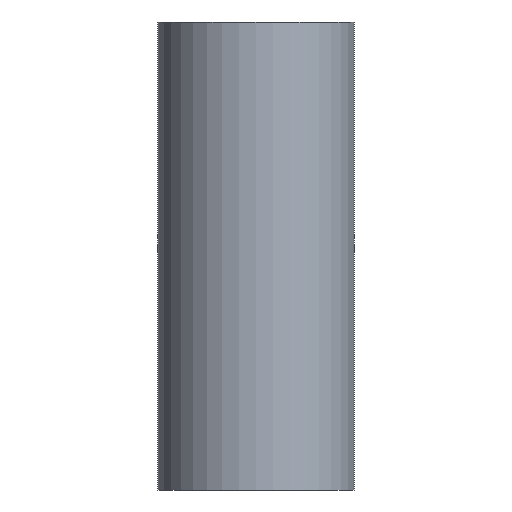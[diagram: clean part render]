
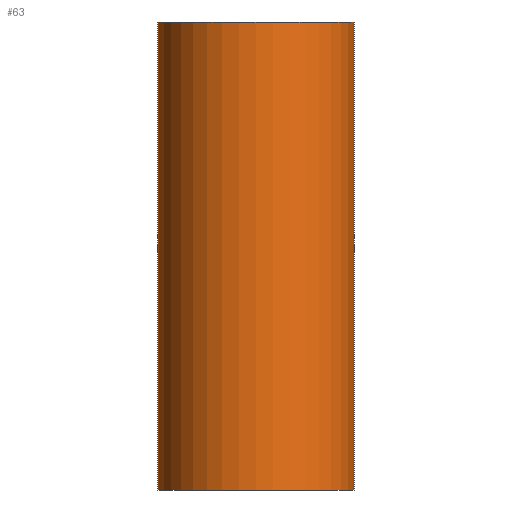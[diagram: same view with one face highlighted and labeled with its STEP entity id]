
A CAD part, front view. The second image highlights one B-rep face of the part: STEP entity #63.
In plain terms, the highlighted cylindrical face has radius 4 mm (diameter 8 mm), a full revolution.
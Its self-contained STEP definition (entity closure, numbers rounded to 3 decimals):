
#15=LINE('',#119,#17);
#17=VECTOR('',#103,4.);
#19=CYLINDRICAL_SURFACE('',#85,4.);
#25=FACE_OUTER_BOUND('',#31,.T.);
#31=EDGE_LOOP('',(#51,#52,#53,#54));
#33=CIRCLE('',#80,4.);
#35=CIRCLE('',#83,4.);
#37=VERTEX_POINT('',#109);
#39=VERTEX_POINT('',#114);
#41=EDGE_CURVE('',#37,#37,#33,.T.);
#43=EDGE_CURVE('',#39,#39,#35,.T.);
#45=EDGE_CURVE('',#37,#39,#15,.T.);
#51=ORIENTED_EDGE('',*,*,#41,.T.);
#52=ORIENTED_EDGE('',*,*,#45,.T.);
#53=ORIENTED_EDGE('',*,*,#43,.F.);
#54=ORIENTED_EDGE('',*,*,#45,.F.);
#63=ADVANCED_FACE('',(#25),#19,.T.);
#80=AXIS2_PLACEMENT_3D('',#110,#91,#92);
#83=AXIS2_PLACEMENT_3D('',#115,#97,#98);
#85=AXIS2_PLACEMENT_3D('',#118,#101,#102);
#91=DIRECTION('center_axis',(0.,0.,-1.));
#92=DIRECTION('ref_axis',(-1.,0.,0.));
#97=DIRECTION('center_axis',(0.,0.,-1.));
#98=DIRECTION('ref_axis',(-1.,0.,0.));
#101=DIRECTION('center_axis',(0.,0.,1.));
#102=DIRECTION('ref_axis',(-1.,0.,0.));
#103=DIRECTION('',(0.,0.,-1.));
#109=CARTESIAN_POINT('',(4.,0.,28.28));
#110=CARTESIAN_POINT('Origin',(0.,0.,28.28));
#114=CARTESIAN_POINT('',(4.,0.,9.25));
#115=CARTESIAN_POINT('Origin',(0.,0.,9.25));
#118=CARTESIAN_POINT('Origin',(0.,0.,8.75));
#119=CARTESIAN_POINT('',(4.,0.,8.75));
